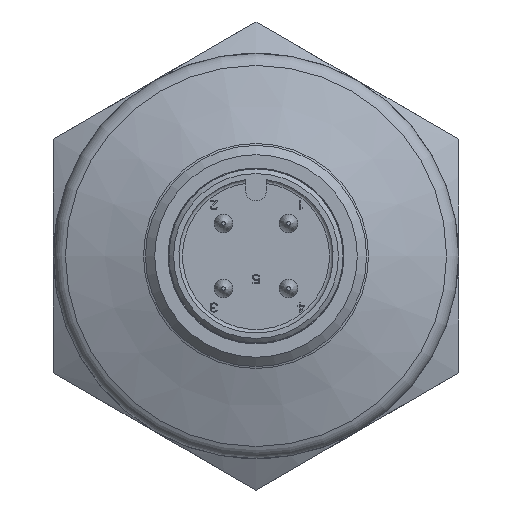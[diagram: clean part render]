
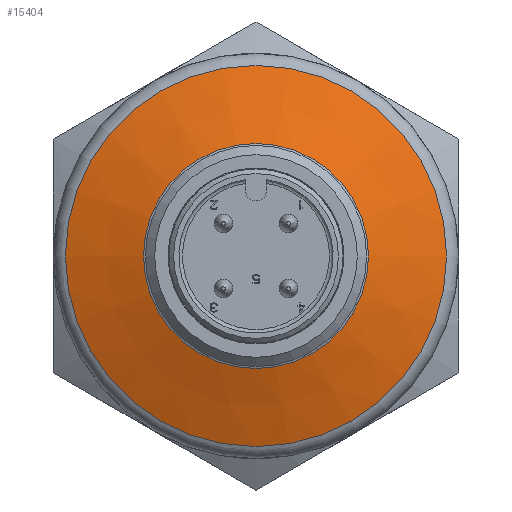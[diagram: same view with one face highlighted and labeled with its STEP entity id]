
A CAD part, front view. The second image highlights one B-rep face of the part: STEP entity #15404.
In plain terms, the highlighted conical face has half-angle 70 degrees and reference radius 5.45 mm.
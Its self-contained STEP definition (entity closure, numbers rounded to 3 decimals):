
#2775=CONICAL_SURFACE('',#16058,5.45,1.222);
#2835=ORIENTED_EDGE('',*,*,#6194,.T.);
#2836=ORIENTED_EDGE('',*,*,#6195,.T.);
#6194=EDGE_CURVE('',#7874,#7874,#8998,.T.);
#6195=EDGE_CURVE('',#7875,#7875,#8999,.F.);
#7874=VERTEX_POINT('',#19559);
#7875=VERTEX_POINT('',#19562);
#8998=CIRCLE('',#16057,6.108);
#8999=CIRCLE('',#16059,10.342);
#9289=EDGE_LOOP('',(#2835));
#9290=EDGE_LOOP('',(#2836));
#10063=FACE_BOUND('',#9289,.T.);
#10064=FACE_BOUND('',#9290,.T.);
#15404=ADVANCED_FACE('',(#10063,#10064),#2775,.T.);
#16057=AXIS2_PLACEMENT_3D('',#19558,#16957,#16958);
#16058=AXIS2_PLACEMENT_3D('',#19560,#16959,#16960);
#16059=AXIS2_PLACEMENT_3D('',#19561,#16961,#16962);
#16957=DIRECTION('',(0.,1.,0.));
#16958=DIRECTION('',(-1.,0.,0.));
#16959=DIRECTION('',(0.,1.,0.));
#16960=DIRECTION('',(-1.,0.,0.));
#16961=DIRECTION('',(0.,1.,0.));
#16962=DIRECTION('',(-1.,0.,0.));
#19558=CARTESIAN_POINT('',(0.,-45.161,0.));
#19559=CARTESIAN_POINT('',(-6.108,-45.161,0.));
#19560=CARTESIAN_POINT('',(0.,-45.4,0.));
#19561=CARTESIAN_POINT('',(0.,-43.619,0.));
#19562=CARTESIAN_POINT('',(-10.342,-43.619,0.));
